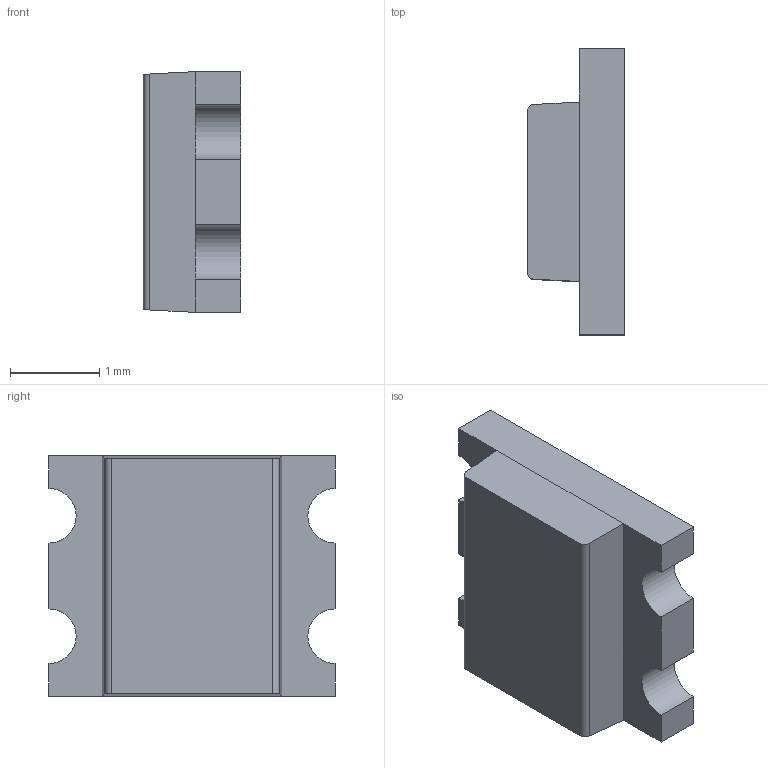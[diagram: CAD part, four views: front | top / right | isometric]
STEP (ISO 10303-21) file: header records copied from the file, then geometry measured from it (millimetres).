
FILE_DESCRIPTION( ( '' ), ' ' );
FILE_NAME( '5a250b609680300f48facecd.step', '2017-12-04T08:46:25', ( '' ), ( '' ), ' ', ' ', ' ' );
FILE_SCHEMA( ( 'AUTOMOTIVE_DESIGN { 1 0 10303 214 1 1 1 1 }' ) );
Length unit declared in the file: metre
Products named in the file (1): Open CASCADE STEP translator 6.8 1
Bounding box: 1.09 x 3.2 x 2.69 mm (x, y, z)
Volume: 7.1 mm3; surface area: 27.7 mm2
Topology: 1 solids, 1 shells, 22 faces, 56 edges, 36 vertices
Faces by surface type: plane 16, cylinder 6
Entity records: 1132 total; most frequent: CARTESIAN_POINT 115, DIRECTION 114, ORIENTED_EDGE 112, STYLED_ITEM 78, PRESENTATION_STYLE_ASSIGNMENT 78, COLOUR_RGB 78, EDGE_CURVE 56, CURVE_STYLE 56
